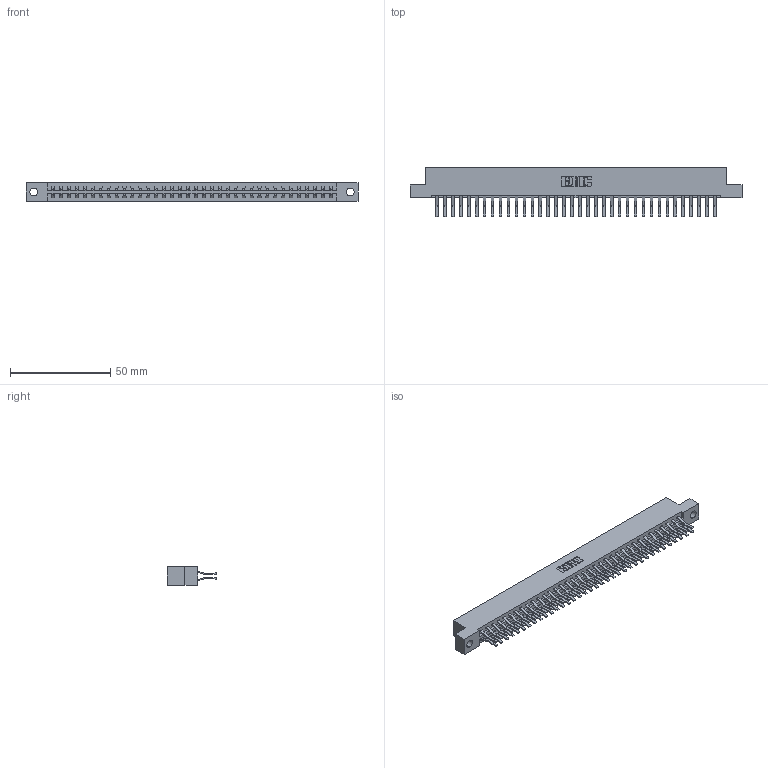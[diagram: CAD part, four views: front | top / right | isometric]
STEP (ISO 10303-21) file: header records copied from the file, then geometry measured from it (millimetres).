
FILE_DESCRIPTION (( 'STEP AP203' ), '1' );
FILE_NAME ('387-072-560-204.STEP', '2018-09-22T19:06:35', ( '' ), ( '' ), 'SwSTEP 2.0', 'SolidWorks 2016', '' );
FILE_SCHEMA (( 'CONFIG_CONTROL_DESIGN' ));
Length unit declared in the file: inch
Products named in the file (3): 345-292-001_560 Tail; 387-072-560-204; 337 Part_Flush Mounting Lugs - 0.156 Dia-TH
Assembly tree (73 placements, depth 2):
  387-072-560-204
    337 Part_Flush Mounting Lugs - 0.156 Dia-TH
    345-292-001_560 Tail  x72
Bounding box: 165.66 x 24.78 x 9.4 mm (x, y, z)
Volume: 17762.6 mm3; surface area: 21185.7 mm2
Topology: 73 solids, 73 shells, 4146 faces, 12335 edges, 8126 vertices
Faces by surface type: plane 2806, cylinder 1340
Entity records: 28779 total; most frequent: CARTESIAN_POINT 4854, ORIENTED_EDGE 4790, DIRECTION 4143, EDGE_CURVE 2395, VECTOR 2263, LINE 2263, VERTEX_POINT 1594, AXIS2_PLACEMENT_3D 940
